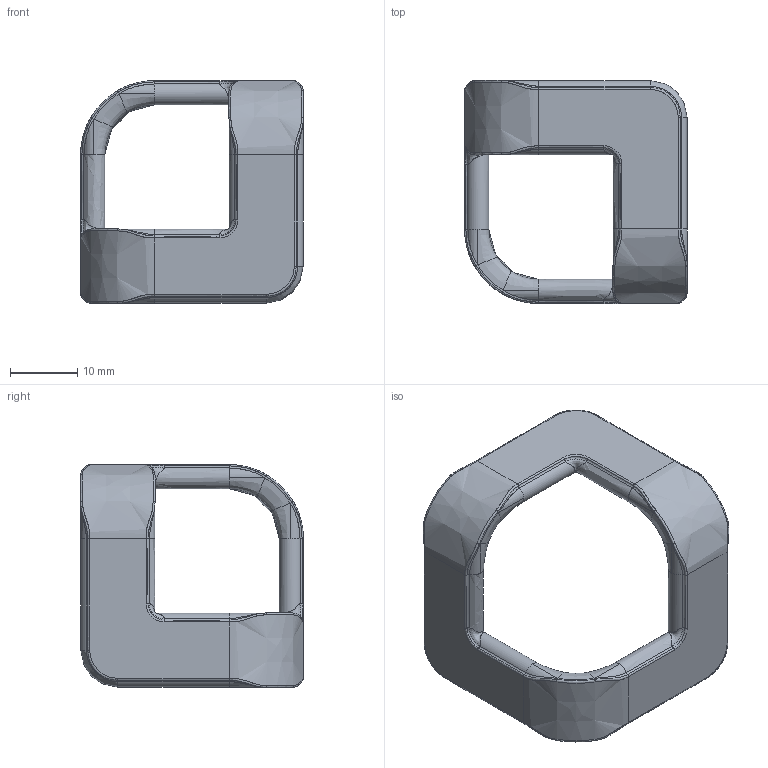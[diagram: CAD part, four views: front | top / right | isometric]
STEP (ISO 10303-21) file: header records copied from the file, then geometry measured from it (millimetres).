
FILE_DESCRIPTION(/* description */ (''),/* implementation_level */ '2;1');
FILE_NAME(/* name */ 'Vertice Gomma',/* time_stamp */ '2024-03-13T00:54:50+01:00',/* author */ (''),/* organization */ (''),/* preprocessor_version */ 'ST-DEVELOPER v18.1',/* originating_system */ '',/* authorisation */ '');
FILE_SCHEMA (('AUTOMOTIVE_DESIGN { 1 0 10303 214 3 1 1 }'));
Length unit declared in the file: millimetre
Bounding box: 33.02 x 33.02 x 33.02 mm (x, y, z)
Surface area: 3726.5 mm2 (no closed solid volume)
Topology: 0 solids, 135 shells, 135 faces, 594 edges, 594 vertices
Faces by surface type: bspline 114, cylinder 21
Entity records: 15754 total; most frequent: CARTESIAN_POINT 12376, VERTEX_POINT 594, EDGE_CURVE 594, ORIENTED_EDGE 594, B_SPLINE_CURVE_WITH_KNOTS 516, STYLED_ITEM 135, FACE_OUTER_BOUND 135, EDGE_LOOP 135
